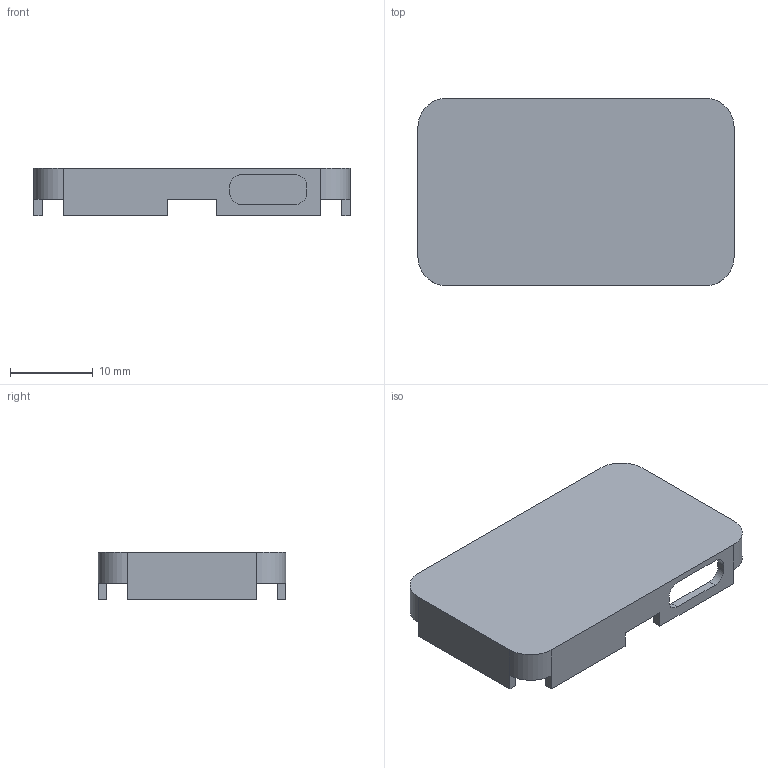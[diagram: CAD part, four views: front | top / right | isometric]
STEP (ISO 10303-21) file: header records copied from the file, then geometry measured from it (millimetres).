
FILE_DESCRIPTION(('FreeCAD Model'),'2;1');
FILE_NAME('Open CASCADE Shape Model','2025-07-12T13:37:11',(''),(''), 'Open CASCADE STEP processor 7.7','FreeCAD','Unknown');
FILE_SCHEMA(('AUTOMOTIVE_DESIGN { 1 0 10303 214 1 1 1 1 }'));
Length unit declared in the file: millimetre
Products named in the file (1): Cover
Bounding box: 38.23 x 22.7 x 5.78 mm (x, y, z)
Volume: 854.9 mm3; surface area: 2832.1 mm2
Topology: 1 solids, 1 shells, 50 faces, 128 edges, 80 vertices
Faces by surface type: plane 38, cylinder 12
Entity records: 1514 total; most frequent: CARTESIAN_POINT 259, ORIENTED_EDGE 256, DIRECTION 254, EDGE_CURVE 128, LINE 104, VECTOR 104, VERTEX_POINT 80, AXIS2_PLACEMENT_3D 75
